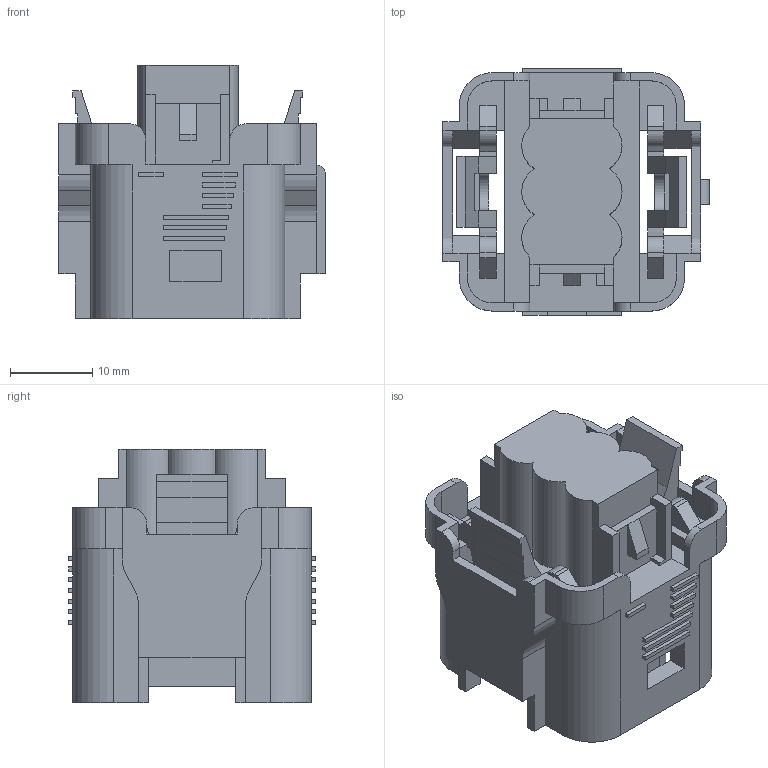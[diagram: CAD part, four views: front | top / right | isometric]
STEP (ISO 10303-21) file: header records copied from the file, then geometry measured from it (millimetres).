
FILE_DESCRIPTION(/* description */ (''),/* implementation_level */ '2;1');
FILE_NAME(/* name */ '13940599-ENV10_01-CONN.stp',/* time_stamp */ '2023-06-19T17:08:45+08:00',/* author */ (''),/* organization */ (''),/* preprocessor_version */ 'ST-DEVELOPER v16',/* originating_system */ 'SIEMENS PLM Software NX 11.0',/* authorisation */ '');
FILE_SCHEMA (('AUTOMOTIVE_DESIGN { 1 0 10303 214 3 1 1 1 }'));
Length unit declared in the file: millimetre
Products named in the file (1): 13940599-ENV10_01-CONN
Bounding box: 32.4 x 30 x 30.8 mm (x, y, z)
Volume: 12267 mm3; surface area: 9703.5 mm2
Topology: 1 solids, 1 shells, 418 faces, 1176 edges, 774 vertices
Faces by surface type: plane 361, cylinder 57
Entity records: 13326 total; most frequent: CARTESIAN_POINT 2381, ORIENTED_EDGE 2352, DIRECTION 2124, EDGE_CURVE 1176, LINE 1058, VECTOR 1058, VERTEX_POINT 774, AXIS2_PLACEMENT_3D 533
